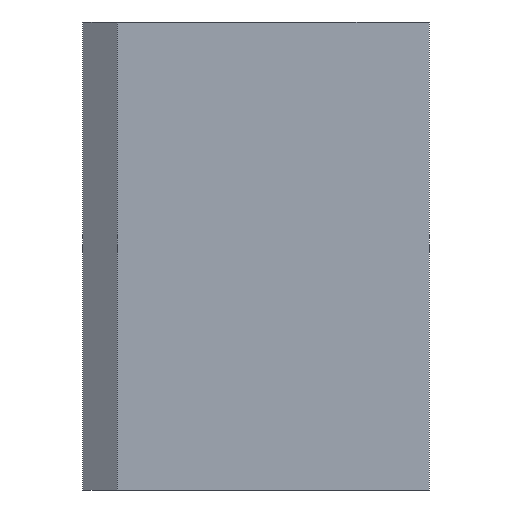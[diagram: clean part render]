
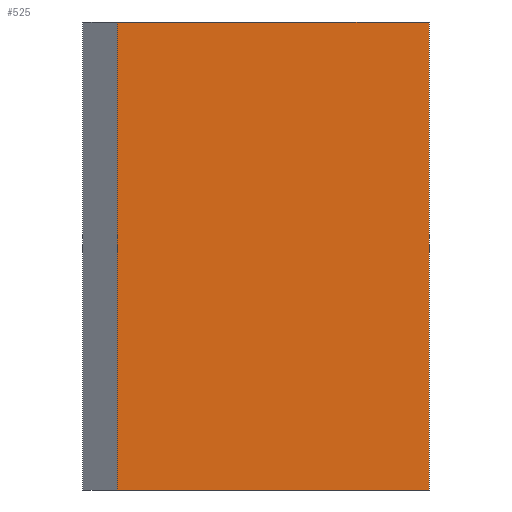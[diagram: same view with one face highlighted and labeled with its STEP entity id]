
A CAD part, left-side view. The second image highlights one B-rep face of the part: STEP entity #525.
In plain terms, the highlighted planar face has unit normal (-1, 0, 0).
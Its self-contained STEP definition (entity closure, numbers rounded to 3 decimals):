
#5 = CARTESIAN_POINT ( 'NONE',  ( -0.5, 0., 0.25 ) ) ;
#21 = EDGE_CURVE ( 'NONE', #220, #209, #427, .T. ) ;
#40 = FACE_OUTER_BOUND ( 'NONE', #187, .T. ) ;
#152 = CARTESIAN_POINT ( 'NONE',  ( -0.5, 0., -0.25 ) ) ;
#187 = EDGE_LOOP ( 'NONE', ( #359, #825, #385, #260 ) ) ;
#203 = LINE ( 'NONE', #224, #820 ) ;
#209 = VERTEX_POINT ( 'NONE', #152 ) ;
#220 = VERTEX_POINT ( 'NONE', #1012 ) ;
#224 = CARTESIAN_POINT ( 'NONE',  ( -0.5, 0.333, 0.25 ) ) ;
#260 = ORIENTED_EDGE ( 'NONE', *, *, #859, .T. ) ;
#261 = CARTESIAN_POINT ( 'NONE',  ( -0.5, 0., 0.25 ) ) ;
#272 = CARTESIAN_POINT ( 'NONE',  ( -0.5, 0., -0.25 ) ) ;
#275 = DIRECTION ( 'NONE',  ( 0., 0., -1. ) ) ;
#296 = DIRECTION ( 'NONE',  ( 0., 0., -1. ) ) ;
#356 = DIRECTION ( 'NONE',  ( 0., -1., 0. ) ) ;
#359 = ORIENTED_EDGE ( 'NONE', *, *, #21, .T. ) ;
#361 = EDGE_CURVE ( 'NONE', #815, #887, #709, .T. ) ;
#366 = VECTOR ( 'NONE', #950, 1000. ) ;
#385 = ORIENTED_EDGE ( 'NONE', *, *, #361, .F. ) ;
#427 = LINE ( 'NONE', #272, #489 ) ;
#489 = VECTOR ( 'NONE', #356, 1000. ) ;
#525 = ADVANCED_FACE ( 'NONE', ( #40 ), #727, .F. ) ;
#556 = EDGE_CURVE ( 'NONE', #887, #209, #967, .T. ) ;
#643 = CARTESIAN_POINT ( 'NONE',  ( -0.5, 0., 0.25 ) ) ;
#659 = DIRECTION ( 'NONE',  ( 1., 0., 0. ) ) ;
#709 = LINE ( 'NONE', #643, #366 ) ;
#727 = PLANE ( 'NONE',  #739 ) ;
#729 = DIRECTION ( 'NONE',  ( 0., 0., -1. ) ) ;
#739 = AXIS2_PLACEMENT_3D ( 'NONE', #261, #659, #729 ) ;
#740 = CARTESIAN_POINT ( 'NONE',  ( -0.5, 0., 0.25 ) ) ;
#815 = VERTEX_POINT ( 'NONE', #869 ) ;
#820 = VECTOR ( 'NONE', #296, 1000. ) ;
#825 = ORIENTED_EDGE ( 'NONE', *, *, #556, .F. ) ;
#859 = EDGE_CURVE ( 'NONE', #815, #220, #203, .T. ) ;
#869 = CARTESIAN_POINT ( 'NONE',  ( -0.5, 0.333, 0.25 ) ) ;
#887 = VERTEX_POINT ( 'NONE', #5 ) ;
#950 = DIRECTION ( 'NONE',  ( 0., -1., 0. ) ) ;
#967 = LINE ( 'NONE', #740, #1015 ) ;
#1012 = CARTESIAN_POINT ( 'NONE',  ( -0.5, 0.333, -0.25 ) ) ;
#1015 = VECTOR ( 'NONE', #275, 1000. ) ;
